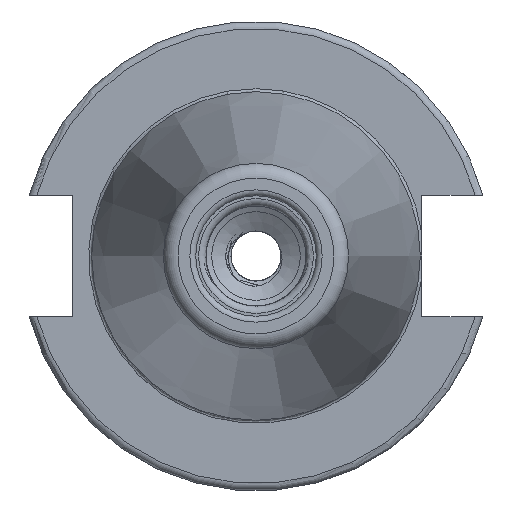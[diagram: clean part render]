
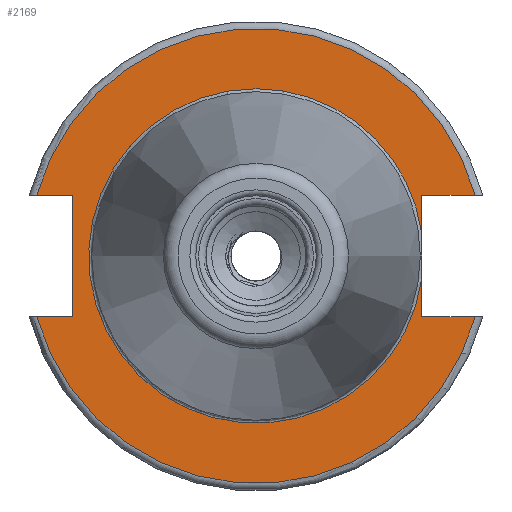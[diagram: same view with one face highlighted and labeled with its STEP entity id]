
A CAD part, left-side view. The second image highlights one B-rep face of the part: STEP entity #2169.
In plain terms, the highlighted planar face has unit normal (-1, 0, 0).
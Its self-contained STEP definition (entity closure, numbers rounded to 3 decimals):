
#73=PLANE('',#2370);
#189=FACE_OUTER_BOUND('',#319,.T.);
#319=EDGE_LOOP('',(#1931,#1932,#1933,#1934,#1935,#1936,#1937,#1938,#1939,
#1940,#1941));
#372=CIRCLE('',#2326,30.775);
#375=CIRCLE('',#2330,22.625);
#376=CIRCLE('',#2331,22.625);
#399=CIRCLE('',#2371,30.775);
#630=LINE('',#6958,#730);
#637=LINE('',#7057,#737);
#639=LINE('',#7060,#739);
#641=LINE('',#7076,#741);
#645=LINE('',#7122,#745);
#646=LINE('',#7134,#746);
#651=LINE('',#7191,#751);
#730=VECTOR('',#2685,10.);
#737=VECTOR('',#2694,10.);
#739=VECTOR('',#2698,10.);
#741=VECTOR('',#2702,10.);
#745=VECTOR('',#2708,10.);
#746=VECTOR('',#2709,10.);
#751=VECTOR('',#2716,10.);
#919=VERTEX_POINT('',#6955);
#920=VERTEX_POINT('',#6957);
#936=VERTEX_POINT('',#7045);
#937=VERTEX_POINT('',#7056);
#939=VERTEX_POINT('',#7073);
#940=VERTEX_POINT('',#7075);
#948=VERTEX_POINT('',#7120);
#949=VERTEX_POINT('',#7121);
#950=VERTEX_POINT('',#7123);
#959=VERTEX_POINT('',#7180);
#962=VERTEX_POINT('',#7214);
#1210=EDGE_CURVE('',#920,#919,#630,.T.);
#1228=EDGE_CURVE('',#937,#936,#637,.T.);
#1230=EDGE_CURVE('',#919,#937,#639,.T.);
#1233=EDGE_CURVE('',#940,#939,#641,.T.);
#1242=EDGE_CURVE('',#948,#949,#645,.T.);
#1244=EDGE_CURVE('',#939,#950,#646,.T.);
#1255=EDGE_CURVE('',#949,#959,#651,.T.);
#1264=EDGE_CURVE('',#920,#959,#372,.T.);
#1267=EDGE_CURVE('',#950,#962,#375,.T.);
#1268=EDGE_CURVE('',#962,#948,#376,.T.);
#1303=EDGE_CURVE('',#940,#936,#399,.T.);
#1931=ORIENTED_EDGE('',*,*,#1228,.T.);
#1932=ORIENTED_EDGE('',*,*,#1303,.F.);
#1933=ORIENTED_EDGE('',*,*,#1233,.T.);
#1934=ORIENTED_EDGE('',*,*,#1244,.T.);
#1935=ORIENTED_EDGE('',*,*,#1267,.T.);
#1936=ORIENTED_EDGE('',*,*,#1268,.T.);
#1937=ORIENTED_EDGE('',*,*,#1242,.T.);
#1938=ORIENTED_EDGE('',*,*,#1255,.T.);
#1939=ORIENTED_EDGE('',*,*,#1264,.F.);
#1940=ORIENTED_EDGE('',*,*,#1210,.T.);
#1941=ORIENTED_EDGE('',*,*,#1230,.T.);
#2169=ADVANCED_FACE('',(#189),#73,.T.);
#2326=AXIS2_PLACEMENT_3D('',#7209,#2751,#2752);
#2330=AXIS2_PLACEMENT_3D('',#7216,#2759,#2760);
#2331=AXIS2_PLACEMENT_3D('',#7217,#2761,#2762);
#2370=AXIS2_PLACEMENT_3D('',#8855,#2843,#2844);
#2371=AXIS2_PLACEMENT_3D('',#8856,#2845,#2846);
#2685=DIRECTION('',(0.,-1.,0.));
#2694=DIRECTION('',(0.,1.,0.));
#2698=DIRECTION('',(0.,0.,-1.));
#2702=DIRECTION('',(0.,1.,0.));
#2708=DIRECTION('',(0.,0.,1.));
#2709=DIRECTION('',(0.,0.,1.));
#2716=DIRECTION('',(0.,-1.,0.));
#2751=DIRECTION('center_axis',(1.,0.,0.));
#2752=DIRECTION('ref_axis',(0.,0.,-1.));
#2759=DIRECTION('center_axis',(1.,0.,0.));
#2760=DIRECTION('ref_axis',(0.,0.,-1.));
#2761=DIRECTION('center_axis',(1.,0.,0.));
#2762=DIRECTION('ref_axis',(0.,0.,-1.));
#2843=DIRECTION('center_axis',(-1.,0.,0.));
#2844=DIRECTION('ref_axis',(0.,0.,1.));
#2845=DIRECTION('center_axis',(1.,0.,0.));
#2846=DIRECTION('ref_axis',(0.,0.,-1.));
#6955=CARTESIAN_POINT('',(3.18,24.8,8.19));
#6957=CARTESIAN_POINT('',(3.18,29.665,8.19));
#6958=CARTESIAN_POINT('',(3.18,27.788,8.19));
#7045=CARTESIAN_POINT('',(3.18,29.665,-8.19));
#7056=CARTESIAN_POINT('',(3.18,24.8,-8.19));
#7057=CARTESIAN_POINT('',(3.18,40.288,-8.19));
#7060=CARTESIAN_POINT('',(3.18,24.8,-4.095));
#7073=CARTESIAN_POINT('',(3.18,-22.41,-8.19));
#7075=CARTESIAN_POINT('',(3.18,-29.665,-8.19));
#7076=CARTESIAN_POINT('',(3.18,4.183,-8.19));
#7120=CARTESIAN_POINT('',(3.18,-22.41,3.112));
#7121=CARTESIAN_POINT('',(3.18,-22.41,8.19));
#7122=CARTESIAN_POINT('',(3.18,-22.41,4.095));
#7123=CARTESIAN_POINT('',(3.18,-22.41,-3.112));
#7134=CARTESIAN_POINT('',(3.18,-22.41,4.095));
#7180=CARTESIAN_POINT('',(3.18,-29.665,8.19));
#7191=CARTESIAN_POINT('',(3.18,-8.318,8.19));
#7209=CARTESIAN_POINT('Origin',(3.18,0.,
0.));
#7214=CARTESIAN_POINT('',(3.18,0.,22.625));
#7216=CARTESIAN_POINT('Origin',(3.18,0.,0.));
#7217=CARTESIAN_POINT('Origin',(3.18,0.,0.));
#8855=CARTESIAN_POINT('Origin',(3.18,30.775,0.));
#8856=CARTESIAN_POINT('Origin',(3.18,0.,
0.));
